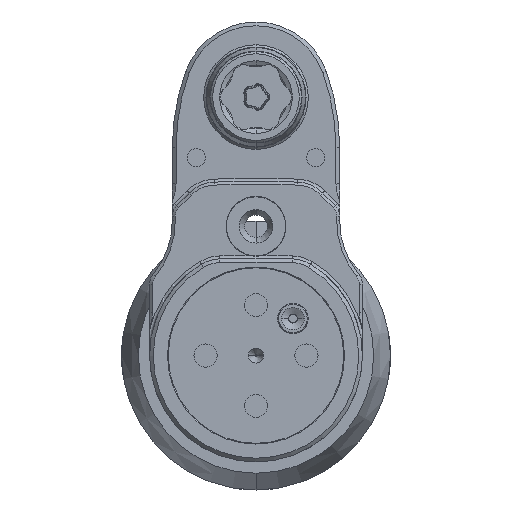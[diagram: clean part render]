
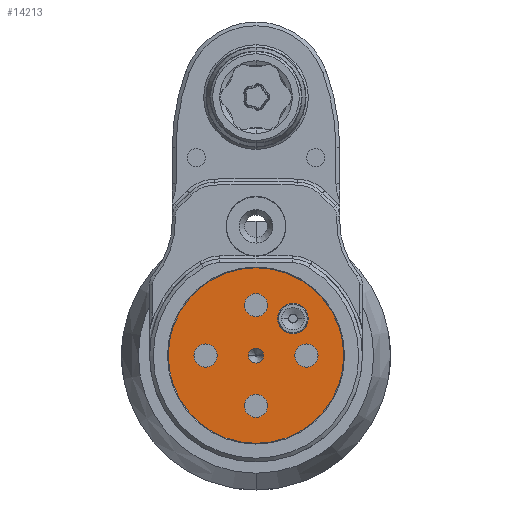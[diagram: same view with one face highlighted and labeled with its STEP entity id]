
A CAD part, front view. The second image highlights one B-rep face of the part: STEP entity #14213.
In plain terms, the highlighted planar face has unit normal (0, -1, 0).
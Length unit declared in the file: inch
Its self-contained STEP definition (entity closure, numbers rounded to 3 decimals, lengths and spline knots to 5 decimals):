
#2962=CARTESIAN_POINT('',(0.,-0.40945,-1.3622));
#2963=DIRECTION('',(0.,1.,0.));
#2964=DIRECTION('',(-1.,0.,0.));
#2965=AXIS2_PLACEMENT_3D('',#2962,#2963,#2964);
#2971=CARTESIAN_POINT('',(0.,-0.40945,-1.3622));
#2972=DIRECTION('',(0.,-1.,0.));
#2973=DIRECTION('',(-1.,0.,0.));
#2974=AXIS2_PLACEMENT_3D('',#2971,#2972,#2973);
#2989=CARTESIAN_POINT('',(0.,-0.40945,-1.3622));
#2990=DIRECTION('',(0.,-1.,0.));
#2991=DIRECTION('',(-1.,0.,0.));
#2992=AXIS2_PLACEMENT_3D('',#2989,#2990,#2991);
#2994=CARTESIAN_POINT('',(0.,-0.40945,-1.3622));
#2995=DIRECTION('',(0.,1.,0.));
#2996=DIRECTION('',(-1.,0.,0.));
#2997=AXIS2_PLACEMENT_3D('',#2994,#2995,#2996);
#2999=CARTESIAN_POINT('',(-0.26575,-0.40945,
-1.3622));
#3000=DIRECTION('',(0.,-1.,0.));
#3001=DIRECTION('',(0.,0.,1.));
#3002=AXIS2_PLACEMENT_3D('',#2999,#3000,#3001);
#3004=CARTESIAN_POINT('',(-0.26575,-0.40945,
-1.3622));
#3005=DIRECTION('',(0.,-1.,0.));
#3006=DIRECTION('',(0.,0.,-1.));
#3007=AXIS2_PLACEMENT_3D('',#3004,#3005,#3006);
#3009=CARTESIAN_POINT('',(0.26575,-0.40945,
-1.3622));
#3010=DIRECTION('',(0.,-1.,0.));
#3011=DIRECTION('',(0.,0.,1.));
#3012=AXIS2_PLACEMENT_3D('',#3009,#3010,#3011);
#3014=CARTESIAN_POINT('',(0.26575,-0.40945,
-1.3622));
#3015=DIRECTION('',(0.,-1.,0.));
#3016=DIRECTION('',(0.,0.,-1.));
#3017=AXIS2_PLACEMENT_3D('',#3014,#3015,#3016);
#3019=CARTESIAN_POINT('',(0.,-0.40945,-1.09646));
#3020=DIRECTION('',(0.,-1.,0.));
#3021=DIRECTION('',(0.,0.,1.));
#3022=AXIS2_PLACEMENT_3D('',#3019,#3020,#3021);
#3024=CARTESIAN_POINT('',(0.,-0.40945,-1.09646));
#3025=DIRECTION('',(0.,-1.,0.));
#3026=DIRECTION('',(0.,0.,-1.));
#3027=AXIS2_PLACEMENT_3D('',#3024,#3025,#3026);
#3029=CARTESIAN_POINT('',(0.,-0.40945,-1.62795));
#3030=DIRECTION('',(0.,-1.,0.));
#3031=DIRECTION('',(0.,0.,1.));
#3032=AXIS2_PLACEMENT_3D('',#3029,#3030,#3031);
#3034=CARTESIAN_POINT('',(0.,-0.40945,-1.62795));
#3035=DIRECTION('',(0.,-1.,0.));
#3036=DIRECTION('',(0.,0.,-1.));
#3037=AXIS2_PLACEMENT_3D('',#3034,#3035,#3036);
#3039=CARTESIAN_POINT('',(0.19487,-0.40945,
-1.16733));
#3040=DIRECTION('',(0.,1.,0.));
#3041=DIRECTION('',(-0.707,0.,-0.707));
#3042=AXIS2_PLACEMENT_3D('',#3039,#3040,#3041);
#3044=CARTESIAN_POINT('',(0.19487,-0.40945,
-1.16733));
#3045=DIRECTION('',(0.,1.,0.));
#3046=DIRECTION('',(0.707,0.,0.707));
#3047=AXIS2_PLACEMENT_3D('',#3044,#3045,#3046);
#8079=CARTESIAN_POINT('',(-0.4626,-0.40945,
-1.3622));
#8080=CARTESIAN_POINT('',(0.4626,-0.40945,
-1.3622));
#8081=VERTEX_POINT('',#8079);
#8082=VERTEX_POINT('',#8080);
#8083=CARTESIAN_POINT('',(-0.26575,-0.40945,
-1.30118));
#8084=CARTESIAN_POINT('',(-0.26575,-0.40945,
-1.42323));
#8085=VERTEX_POINT('',#8083);
#8086=VERTEX_POINT('',#8084);
#8087=CARTESIAN_POINT('',(0.26575,-0.40945,
-1.30118));
#8088=CARTESIAN_POINT('',(0.26575,-0.40945,
-1.42323));
#8089=VERTEX_POINT('',#8087);
#8090=VERTEX_POINT('',#8088);
#8091=CARTESIAN_POINT('',(0.,-0.40945,-1.03543));
#8092=CARTESIAN_POINT('',(0.,-0.40945,-1.15748));
#8093=VERTEX_POINT('',#8091);
#8094=VERTEX_POINT('',#8092);
#8095=CARTESIAN_POINT('',(0.,-0.40945,-1.56693));
#8096=CARTESIAN_POINT('',(0.,-0.40945,-1.68898));
#8097=VERTEX_POINT('',#8095);
#8098=VERTEX_POINT('',#8096);
#8103=CARTESIAN_POINT('',(0.1378,-0.40945,
-1.2244));
#8104=CARTESIAN_POINT('',(0.25194,-0.40945,
-1.11026));
#8105=VERTEX_POINT('',#8103);
#8106=VERTEX_POINT('',#8104);
#8107=CARTESIAN_POINT('',(-0.03937,-0.40945,
-1.3622));
#8108=CARTESIAN_POINT('',(0.03937,-0.40945,
-1.3622));
#8109=VERTEX_POINT('',#8107);
#8110=VERTEX_POINT('',#8108);
#14168=CARTESIAN_POINT('',(0.,-0.40945,-1.3622));
#14169=DIRECTION('',(0.,1.,0.));
#14170=DIRECTION('',(-1.,0.,0.));
#14171=AXIS2_PLACEMENT_3D('',#14168,#14169,#14170);
#14172=PLANE('',#14171);
#14173=ORIENTED_EDGE('',*,*,#14114,.T.);
#14174=ORIENTED_EDGE('',*,*,#14136,.F.);
#14175=EDGE_LOOP('',(#14173,#14174));
#14176=FACE_OUTER_BOUND('',#14175,.F.);
#14178=ORIENTED_EDGE('',*,*,#14177,.T.);
#14180=ORIENTED_EDGE('',*,*,#14179,.F.);
#14181=EDGE_LOOP('',(#14178,#14180));
#14182=FACE_BOUND('',#14181,.F.);
#14184=ORIENTED_EDGE('',*,*,#14183,.T.);
#14186=ORIENTED_EDGE('',*,*,#14185,.T.);
#14187=EDGE_LOOP('',(#14184,#14186));
#14188=FACE_BOUND('',#14187,.F.);
#14190=ORIENTED_EDGE('',*,*,#14189,.T.);
#14192=ORIENTED_EDGE('',*,*,#14191,.T.);
#14193=EDGE_LOOP('',(#14190,#14192));
#14194=FACE_BOUND('',#14193,.F.);
#14196=ORIENTED_EDGE('',*,*,#14195,.T.);
#14198=ORIENTED_EDGE('',*,*,#14197,.T.);
#14199=EDGE_LOOP('',(#14196,#14198));
#14200=FACE_BOUND('',#14199,.F.);
#14202=ORIENTED_EDGE('',*,*,#14201,.T.);
#14204=ORIENTED_EDGE('',*,*,#14203,.T.);
#14205=EDGE_LOOP('',(#14202,#14204));
#14206=FACE_BOUND('',#14205,.F.);
#14208=ORIENTED_EDGE('',*,*,#14207,.F.);
#14210=ORIENTED_EDGE('',*,*,#14209,.F.);
#14211=EDGE_LOOP('',(#14208,#14210));
#14212=FACE_BOUND('',#14211,.F.);
#2966=CIRCLE('',#2965,0.4626);
#2975=CIRCLE('',#2974,0.4626);
#2993=CIRCLE('',#2992,0.03937);
#2998=CIRCLE('',#2997,0.03937);
#3003=CIRCLE('',#3002,0.06102);
#3008=CIRCLE('',#3007,0.06102);
#3013=CIRCLE('',#3012,0.06102);
#3018=CIRCLE('',#3017,0.06102);
#3023=CIRCLE('',#3022,0.06102);
#3028=CIRCLE('',#3027,0.06102);
#3033=CIRCLE('',#3032,0.06102);
#3038=CIRCLE('',#3037,0.06102);
#3043=CIRCLE('',#3042,0.08071);
#3048=CIRCLE('',#3047,0.08071);
#14114=EDGE_CURVE('',#8081,#8082,#2966,.T.);
#14136=EDGE_CURVE('',#8081,#8082,#2975,.T.);
#14177=EDGE_CURVE('',#8109,#8110,#2993,.T.);
#14179=EDGE_CURVE('',#8109,#8110,#2998,.T.);
#14183=EDGE_CURVE('',#8085,#8086,#3003,.T.);
#14185=EDGE_CURVE('',#8086,#8085,#3008,.T.);
#14189=EDGE_CURVE('',#8089,#8090,#3013,.T.);
#14191=EDGE_CURVE('',#8090,#8089,#3018,.T.);
#14195=EDGE_CURVE('',#8093,#8094,#3023,.T.);
#14197=EDGE_CURVE('',#8094,#8093,#3028,.T.);
#14201=EDGE_CURVE('',#8097,#8098,#3033,.T.);
#14203=EDGE_CURVE('',#8098,#8097,#3038,.T.);
#14207=EDGE_CURVE('',#8105,#8106,#3043,.T.);
#14209=EDGE_CURVE('',#8106,#8105,#3048,.T.);
#14213=ADVANCED_FACE('',(#14176,#14182,#14188,#14194,#14200,#14206,#14212),
#14172,.F.);
